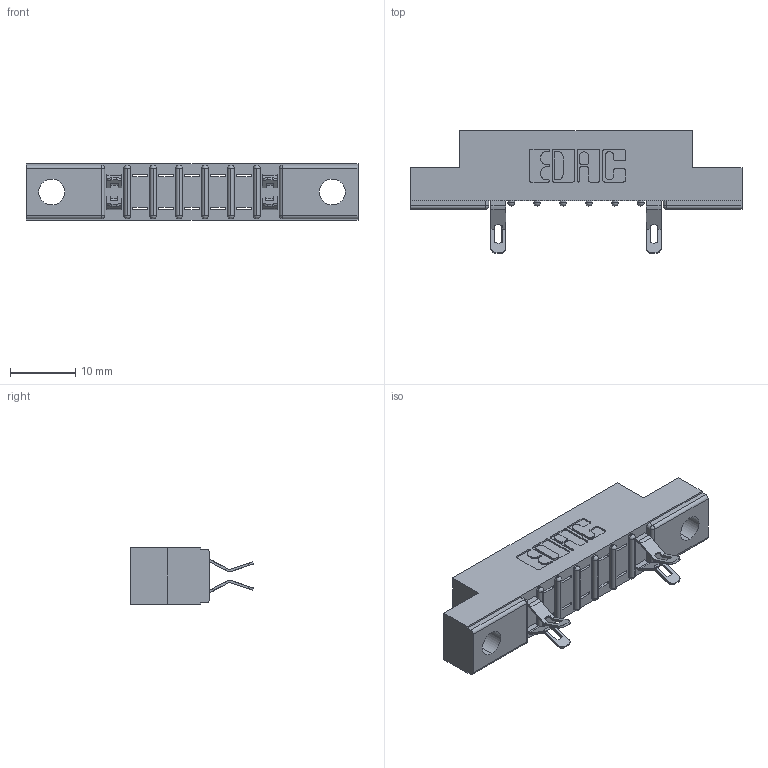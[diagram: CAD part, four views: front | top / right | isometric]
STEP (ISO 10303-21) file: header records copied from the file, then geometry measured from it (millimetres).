
FILE_DESCRIPTION (( 'STEP AP203' ), '1' );
FILE_NAME ('307-014-555-202.STEP', '2018-08-03T01:26:37', ( '' ), ( '' ), 'SwSTEP 2.0', 'SolidWorks 2016', '' );
FILE_SCHEMA (( 'CONFIG_CONTROL_DESIGN' ));
Length unit declared in the file: inch
Products named in the file (3): 307-290-001_555; 307-014-555-202; 307 Part_.128 Dia Mounting Holes
Assembly tree (5 placements, depth 2):
  307-014-555-202
    307 Part_.128 Dia Mounting Holes
    307-290-001_555  x4
Bounding box: 50.75 x 18.75 x 8.71 mm (x, y, z)
Volume: 3115.8 mm3; surface area: 3869.1 mm2
Topology: 5 solids, 5 shells, 470 faces, 1367 edges, 882 vertices
Faces by surface type: plane 266, cylinder 188, sphere 16
Entity records: 10759 total; most frequent: CARTESIAN_POINT 1817, ORIENTED_EDGE 1808, DIRECTION 1792, EDGE_CURVE 904, VECTOR 666, LINE 666, VERTEX_POINT 588, AXIS2_PLACEMENT_3D 563
